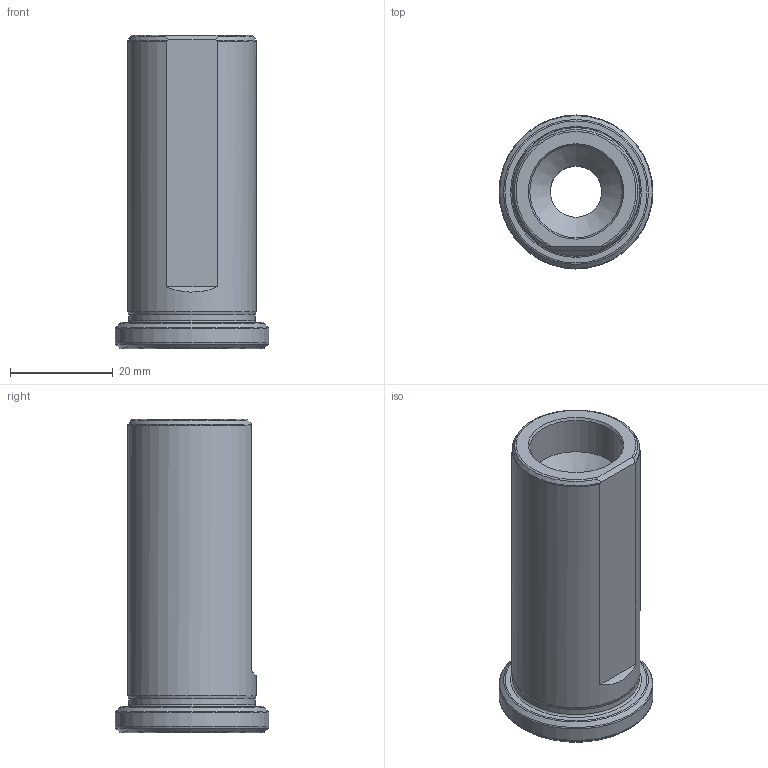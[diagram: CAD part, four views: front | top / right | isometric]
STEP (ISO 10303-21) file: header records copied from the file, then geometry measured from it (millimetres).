
FILE_DESCRIPTION(/* description */ (''),/* implementation_level */ '2;1');
FILE_NAME(/* name */ '1623398432977.stp',/* time_stamp */ '2021-06-11T13:30:46+05:00',/* author */ (''),/* organization */ ('SMS'),/* preprocessor_version */ 'ST-DEVELOPER v16.7',/* originating_system */ 'SIEMENS PLM Software NX 12.0',/* authorisation */ '');
FILE_SCHEMA (('AUTOMOTIVE_DESIGN { 1 0 10303 214 3 1 1 1 }'));
Length unit declared in the file: millimetre
Products named in the file (1): 203575006mod000_00
Bounding box: 30 x 30 x 61 mm (x, y, z)
Volume: 24043.3 mm3; surface area: 7999.5 mm2
Topology: 1 solids, 1 shells, 25 faces, 54 edges, 35 vertices
Faces by surface type: cone 7, torus 7, plane 6, cylinder 5
Full cylindrical faces by diameter (mm): 10 x1, 18 x1, 24.7 x1, 25 x1, 30 x1
Entity records: 709 total; most frequent: CARTESIAN_POINT 167, DIRECTION 113, ORIENTED_EDGE 72, AXIS2_PLACEMENT_3D 54, EDGE_LOOP 44, FACE_BOUND 38, EDGE_CURVE 36, VERTEX_POINT 30
